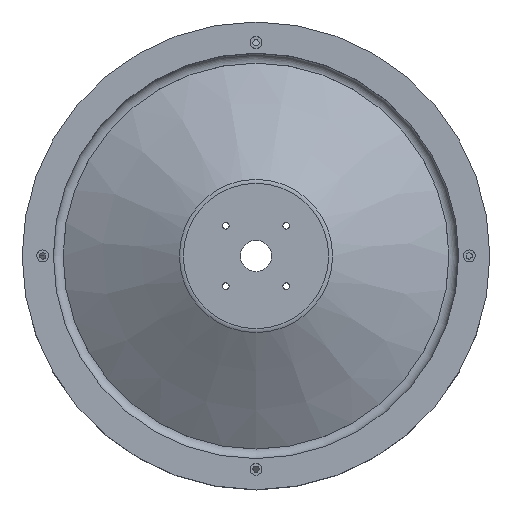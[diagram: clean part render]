
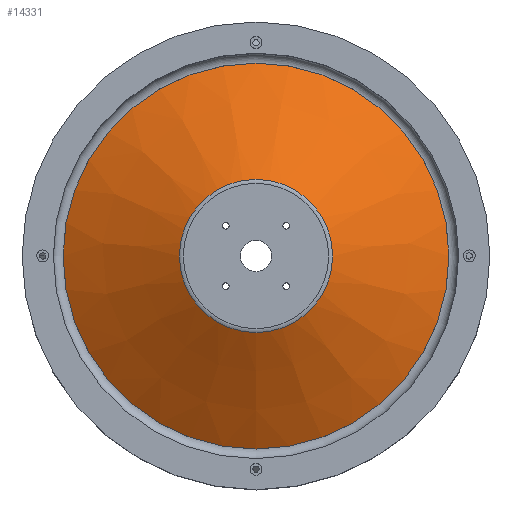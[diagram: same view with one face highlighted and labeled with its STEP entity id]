
A CAD part, top view. The second image highlights one B-rep face of the part: STEP entity #14331.
In plain terms, the highlighted conical face has half-angle 60 degrees and reference radius 99 mm.
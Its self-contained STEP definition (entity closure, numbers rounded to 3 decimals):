
#10667 = PLANE('',#10668);
#10668 = AXIS2_PLACEMENT_3D('',#10669,#10670,#10671);
#10669 = CARTESIAN_POINT('',(0.,0.,5.));
#10670 = DIRECTION('',(0.,0.,1.));
#10671 = DIRECTION('',(0.,-1.,0.));
#11696 = EDGE_CURVE('',#11697,#11697,#11699,.T.);
#11697 = VERTEX_POINT('',#11698);
#11698 = CARTESIAN_POINT('',(0.,-99.,5.));
#11699 = SURFACE_CURVE('',#11700,(#11705,#11712),.PCURVE_S1.);
#11700 = CIRCLE('',#11701,99.);
#11701 = AXIS2_PLACEMENT_3D('',#11702,#11703,#11704);
#11702 = CARTESIAN_POINT('',(0.,0.,5.));
#11703 = DIRECTION('',(0.,0.,1.));
#11704 = DIRECTION('',(0.,-1.,0.));
#11705 = PCURVE('',#10667,#11706);
#11706 = DEFINITIONAL_REPRESENTATION('',(#11707),#11711);
#11707 = CIRCLE('',#11708,99.);
#11708 = AXIS2_PLACEMENT_2D('',#11709,#11710);
#11709 = CARTESIAN_POINT('',(0.,0.));
#11710 = DIRECTION('',(1.,0.));
#11711 = ( GEOMETRIC_REPRESENTATION_CONTEXT(2) 
PARAMETRIC_REPRESENTATION_CONTEXT() REPRESENTATION_CONTEXT('2D SPACE',''
  ) );
#11712 = PCURVE('',#11713,#11718);
#11713 = CONICAL_SURFACE('',#11714,99.,1.047);
#11714 = AXIS2_PLACEMENT_3D('',#11715,#11716,#11717);
#11715 = CARTESIAN_POINT('',(0.,0.,5.));
#11716 = DIRECTION('',(0.,0.,-1.));
#11717 = DIRECTION('',(0.,-1.,0.));
#11718 = DEFINITIONAL_REPRESENTATION('',(#11719),#11723);
#11719 = LINE('',#11720,#11721);
#11720 = CARTESIAN_POINT('',(-0.,-0.));
#11721 = VECTOR('',#11722,1.);
#11722 = DIRECTION('',(-1.,-0.));
#11723 = ( GEOMETRIC_REPRESENTATION_CONTEXT(2) 
PARAMETRIC_REPRESENTATION_CONTEXT() REPRESENTATION_CONTEXT('2D SPACE',''
  ) );
#14331 = ADVANCED_FACE('',(#14332),#11713,.T.);
#14332 = FACE_BOUND('',#14333,.T.);
#14333 = EDGE_LOOP('',(#14334,#14357,#14358,#14359));
#14334 = ORIENTED_EDGE('',*,*,#14335,.F.);
#14335 = EDGE_CURVE('',#11697,#14336,#14338,.T.);
#14336 = VERTEX_POINT('',#14337);
#14337 = CARTESIAN_POINT('',(0.,-39.306,39.464));
#14338 = SEAM_CURVE('',#14339,(#14343,#14350),.PCURVE_S1.);
#14339 = LINE('',#14340,#14341);
#14340 = CARTESIAN_POINT('',(0.,-99.,5.));
#14341 = VECTOR('',#14342,1.);
#14342 = DIRECTION('',(0.,0.866,0.5));
#14343 = PCURVE('',#11713,#14344);
#14344 = DEFINITIONAL_REPRESENTATION('',(#14345),#14349);
#14345 = LINE('',#14346,#14347);
#14346 = CARTESIAN_POINT('',(-0.,-0.));
#14347 = VECTOR('',#14348,1.);
#14348 = DIRECTION('',(-0.,-1.));
#14349 = ( GEOMETRIC_REPRESENTATION_CONTEXT(2) 
PARAMETRIC_REPRESENTATION_CONTEXT() REPRESENTATION_CONTEXT('2D SPACE',''
  ) );
#14350 = PCURVE('',#11713,#14351);
#14351 = DEFINITIONAL_REPRESENTATION('',(#14352),#14356);
#14352 = LINE('',#14353,#14354);
#14353 = CARTESIAN_POINT('',(-6.283,-0.));
#14354 = VECTOR('',#14355,1.);
#14355 = DIRECTION('',(-0.,-1.));
#14356 = ( GEOMETRIC_REPRESENTATION_CONTEXT(2) 
PARAMETRIC_REPRESENTATION_CONTEXT() REPRESENTATION_CONTEXT('2D SPACE',''
  ) );
#14357 = ORIENTED_EDGE('',*,*,#11696,.T.);
#14358 = ORIENTED_EDGE('',*,*,#14335,.T.);
#14359 = ORIENTED_EDGE('',*,*,#14360,.F.);
#14360 = EDGE_CURVE('',#14336,#14336,#14361,.T.);
#14361 = SURFACE_CURVE('',#14362,(#14367,#14374),.PCURVE_S1.);
#14362 = CIRCLE('',#14363,39.306);
#14363 = AXIS2_PLACEMENT_3D('',#14364,#14365,#14366);
#14364 = CARTESIAN_POINT('',(0.,0.,39.464));
#14365 = DIRECTION('',(0.,0.,1.));
#14366 = DIRECTION('',(0.,-1.,0.));
#14367 = PCURVE('',#11713,#14368);
#14368 = DEFINITIONAL_REPRESENTATION('',(#14369),#14373);
#14369 = LINE('',#14370,#14371);
#14370 = CARTESIAN_POINT('',(-0.,-34.464));
#14371 = VECTOR('',#14372,1.);
#14372 = DIRECTION('',(-1.,-0.));
#14373 = ( GEOMETRIC_REPRESENTATION_CONTEXT(2) 
PARAMETRIC_REPRESENTATION_CONTEXT() REPRESENTATION_CONTEXT('2D SPACE',''
  ) );
#14374 = PCURVE('',#14375,#14380);
#14375 = TOROIDAL_SURFACE('',#14376,37.306,4.);
#14376 = AXIS2_PLACEMENT_3D('',#14377,#14378,#14379);
#14377 = CARTESIAN_POINT('',(0.,0.,36.));
#14378 = DIRECTION('',(0.,0.,1.));
#14379 = DIRECTION('',(0.,-1.,0.));
#14380 = DEFINITIONAL_REPRESENTATION('',(#14381),#14385);
#14381 = LINE('',#14382,#14383);
#14382 = CARTESIAN_POINT('',(0.,1.047));
#14383 = VECTOR('',#14384,1.);
#14384 = DIRECTION('',(1.,0.));
#14385 = ( GEOMETRIC_REPRESENTATION_CONTEXT(2) 
PARAMETRIC_REPRESENTATION_CONTEXT() REPRESENTATION_CONTEXT('2D SPACE',''
  ) );
